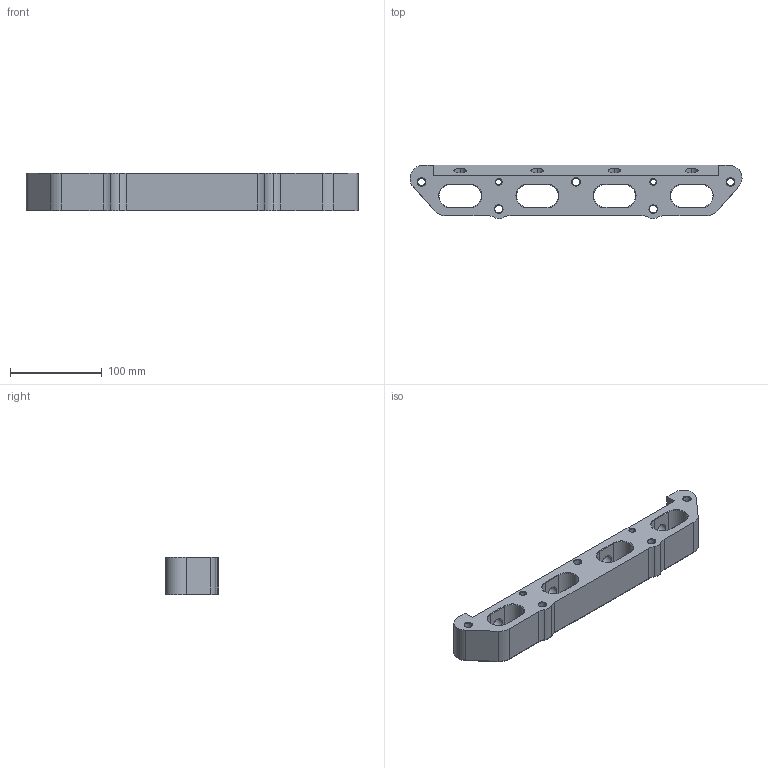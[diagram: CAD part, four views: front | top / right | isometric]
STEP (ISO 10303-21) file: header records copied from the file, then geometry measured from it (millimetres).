
FILE_DESCRIPTION (( 'STEP AP203' ), '1' );
FILE_NAME ('Admission THP.STEP', '2023-10-31T12:43:55', ( '' ), ( '' ), 'SwSTEP 2.0', 'SolidWorks 2023', '' );
FILE_SCHEMA (( 'CONFIG_CONTROL_DESIGN' ));
Length unit declared in the file: millimetre
Products named in the file (1): Admission THP
Bounding box: 361.26 x 57.85 x 40.51 mm (x, y, z)
Volume: 512701.1 mm3; surface area: 88369.8 mm2
Topology: 1 solids, 1 shells, 185 faces, 465 edges, 290 vertices
Faces by surface type: cylinder 71, plane 62, cone 52
Entity records: 5666 total; most frequent: DIRECTION 1019, CARTESIAN_POINT 965, ORIENTED_EDGE 930, EDGE_CURVE 465, AXIS2_PLACEMENT_3D 376, VERTEX_POINT 290, VECTOR 267, LINE 267
